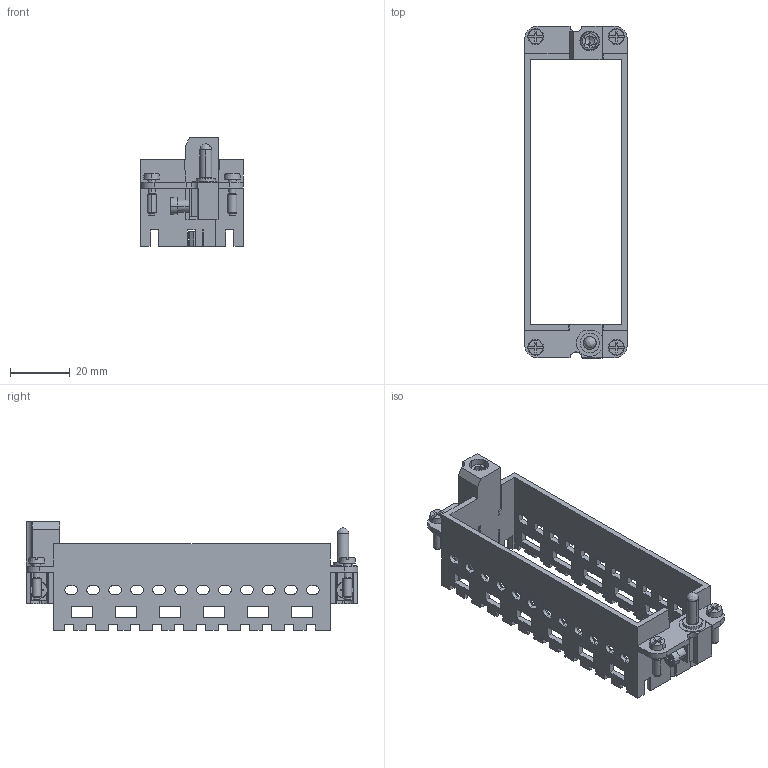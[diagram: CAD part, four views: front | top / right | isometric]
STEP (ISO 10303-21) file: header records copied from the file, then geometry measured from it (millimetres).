
FILE_DESCRIPTION(('CATIA V5 STEP Exchange','CAx-IF Rec.Pracs.--- Model Styling and Organization---1.5--- 2016-08-15','CAx-IF Rec.Pracs.---Supplemental Geometry---1.0---2011-11-01','CAx-IF Rec.Pracs.--- Composite Materials ---1.1---2010-07-15'),'2;1');
FILE_NAME ('13146411_3', '2025-02-06T11:52:53+00:00', ('none'), ('Weidmueller'), 'CATIA Version 5-6 Release 2022 SP4 HF5', 'CATIA V5 STEP AP214 v3', 'none');
FILE_SCHEMA(('AUTOMOTIVE_DESIGN { 1 0 10303 214 1 1 1 1 }'));
Length unit declared in the file: millimetre
Products named in the file (1): 1429070000
Bounding box: 34.4 x 111 x 36.4 mm (x, y, z)
Volume: 16054.5 mm3; surface area: 20141.9 mm2
Topology: 1 solids, 2 shells, 893 faces, 2606 edges, 1724 vertices
Faces by surface type: plane 624, cylinder 157, cone 69, bspline 43
Entity records: 30752 total; most frequent: CARTESIAN_POINT 7705, ORIENTED_EDGE 5196, DIRECTION 3991, EDGE_CURVE 2598, VECTOR 1988, LINE 1988, VERTEX_POINT 1724, AXIS2_PLACEMENT_3D 1173
